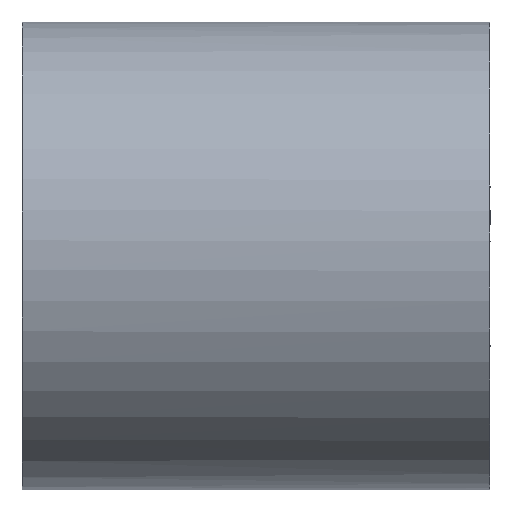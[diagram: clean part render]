
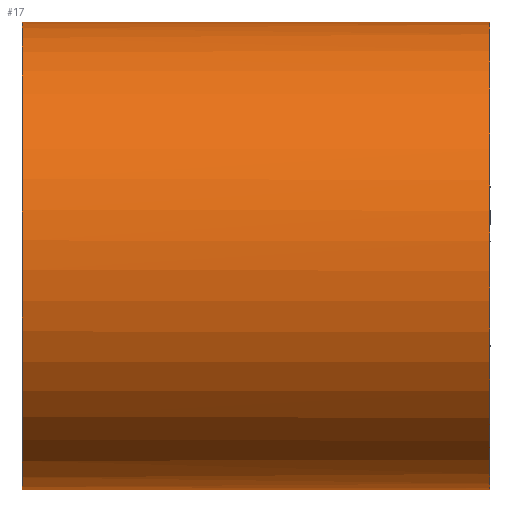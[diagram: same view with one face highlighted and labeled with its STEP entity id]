
A CAD part, top view. The second image highlights one B-rep face of the part: STEP entity #17.
In plain terms, the highlighted cylindrical face has radius 3 mm (diameter 6 mm), a partial arc.
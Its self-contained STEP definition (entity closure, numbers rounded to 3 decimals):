
#17=ADVANCED_FACE('',(#24),#93,.T.);
#24=FACE_OUTER_BOUND('',#31,.T.);
#31=EDGE_LOOP('',(#41,#42,#43,#44));
#41=ORIENTED_EDGE('',*,*,#67,.T.);
#42=ORIENTED_EDGE('',*,*,#61,.F.);
#43=ORIENTED_EDGE('',*,*,#65,.F.);
#44=ORIENTED_EDGE('',*,*,#69,.F.);
#61=EDGE_CURVE('',#85,#90,#73,.T.);
#65=EDGE_CURVE('',#87,#85,#77,.T.);
#67=EDGE_CURVE('',#89,#90,#79,.T.);
#69=EDGE_CURVE('',#89,#87,#81,.T.);
#73=(
BOUNDED_CURVE()
B_SPLINE_CURVE(2,(#223,#224,#225,#226,#227),.UNSPECIFIED.,.F.,.F.)
B_SPLINE_CURVE_WITH_KNOTS((3,2,3),(0.,4.712,9.425),
 .UNSPECIFIED.)
CURVE()
GEOMETRIC_REPRESENTATION_ITEM()
RATIONAL_B_SPLINE_CURVE((1.,0.707,1.,0.707,1.))
REPRESENTATION_ITEM('')
);
#77=(
BOUNDED_CURVE()
B_SPLINE_CURVE(1,(#243,#244),.UNSPECIFIED.,.F.,.F.)
B_SPLINE_CURVE_WITH_KNOTS((2,2),(2.,8.),.UNSPECIFIED.)
CURVE()
GEOMETRIC_REPRESENTATION_ITEM()
RATIONAL_B_SPLINE_CURVE((1.,1.))
REPRESENTATION_ITEM('')
);
#79=(
BOUNDED_CURVE()
B_SPLINE_CURVE(1,(#247,#248),.UNSPECIFIED.,.F.,.F.)
B_SPLINE_CURVE_WITH_KNOTS((2,2),(2.,8.),.UNSPECIFIED.)
CURVE()
GEOMETRIC_REPRESENTATION_ITEM()
RATIONAL_B_SPLINE_CURVE((1.,1.))
REPRESENTATION_ITEM('')
);
#81=(
BOUNDED_CURVE()
B_SPLINE_CURVE(2,(#254,#255,#256,#257,#258),.UNSPECIFIED.,.F.,.F.)
B_SPLINE_CURVE_WITH_KNOTS((3,2,3),(-9.425,-4.712,
0.),.UNSPECIFIED.)
CURVE()
GEOMETRIC_REPRESENTATION_ITEM()
RATIONAL_B_SPLINE_CURVE((1.,0.707,1.,0.707,1.))
REPRESENTATION_ITEM('')
);
#85=VERTEX_POINT('',#215);
#87=VERTEX_POINT('',#217);
#89=VERTEX_POINT('',#219);
#90=VERTEX_POINT('',#220);
#93=CYLINDRICAL_SURFACE('',#190,3.);
#190=AXIS2_PLACEMENT_3D('',#210,#200,$);
#200=DIRECTION('',(-1.,0.,0.));
#210=CARTESIAN_POINT('',(-153.5,10.,9.006));
#215=CARTESIAN_POINT('',(-157.5,7.,9.006));
#217=CARTESIAN_POINT('',(-151.5,7.,9.006));
#219=CARTESIAN_POINT('',(-151.5,13.,9.006));
#220=CARTESIAN_POINT('',(-157.5,13.,9.006));
#223=CARTESIAN_POINT('',(-157.5,7.,9.006));
#224=CARTESIAN_POINT('',(-157.5,7.,12.006));
#225=CARTESIAN_POINT('',(-157.5,10.,12.006));
#226=CARTESIAN_POINT('',(-157.5,13.,12.006));
#227=CARTESIAN_POINT('',(-157.5,13.,9.006));
#243=CARTESIAN_POINT('',(-151.5,7.,9.006));
#244=CARTESIAN_POINT('',(-157.5,7.,9.006));
#247=CARTESIAN_POINT('',(-151.5,13.,9.006));
#248=CARTESIAN_POINT('',(-157.5,13.,9.006));
#254=CARTESIAN_POINT('',(-151.5,13.,9.006));
#255=CARTESIAN_POINT('',(-151.5,13.,12.006));
#256=CARTESIAN_POINT('',(-151.5,10.,12.006));
#257=CARTESIAN_POINT('',(-151.5,7.,12.006));
#258=CARTESIAN_POINT('',(-151.5,7.,9.006));
